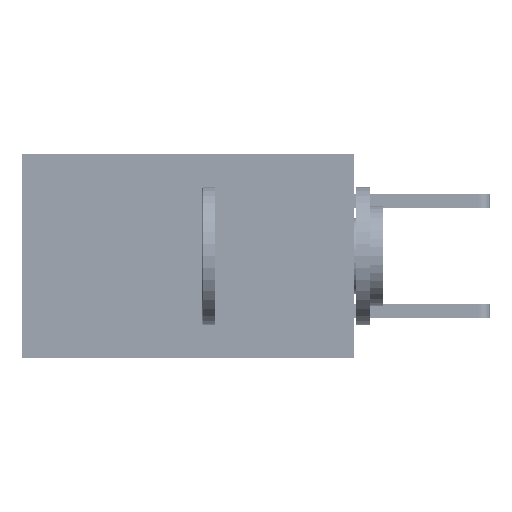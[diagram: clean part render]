
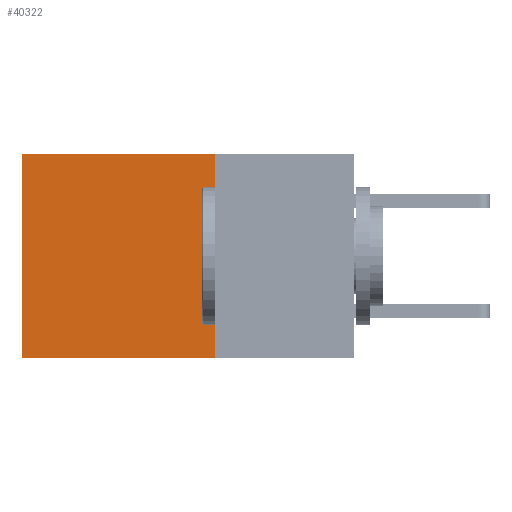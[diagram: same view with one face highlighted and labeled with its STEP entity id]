
A CAD part, left-side view. The second image highlights one B-rep face of the part: STEP entity #40322.
In plain terms, the highlighted planar face has unit normal (-1, 0, 0).
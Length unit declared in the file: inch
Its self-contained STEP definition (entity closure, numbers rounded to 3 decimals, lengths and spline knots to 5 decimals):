
#1148 = ORIENTED_EDGE ( 'NONE', *, *, #34714, .F. ) ;
#2109 = DIRECTION ( 'NONE',  ( 0., 1., 0. ) ) ;
#3714 = DIRECTION ( 'NONE',  ( 0., 0., -1. ) ) ;
#6844 = ORIENTED_EDGE ( 'NONE', *, *, #36842, .T. ) ;
#7145 = DIRECTION ( 'NONE',  ( 0., 0., -1. ) ) ;
#9053 = AXIS2_PLACEMENT_3D ( 'NONE', #40452, #17733, #17869 ) ;
#10659 = CARTESIAN_POINT ( 'NONE',  ( 0.2875, 0.25, 0. ) ) ;
#11507 = VERTEX_POINT ( 'NONE', #13366 ) ;
#11836 = ORIENTED_EDGE ( 'NONE', *, *, #20519, .F. ) ;
#12217 = LINE ( 'NONE', #37973, #40455 ) ;
#13366 = CARTESIAN_POINT ( 'NONE',  ( 0.2875, 0.25, -0.37 ) ) ;
#13641 = CARTESIAN_POINT ( 'NONE',  ( 0.2875, 0.6, 0. ) ) ;
#14574 = LINE ( 'NONE', #13641, #22853 ) ;
#14840 = DIRECTION ( 'NONE',  ( 0., 1., 0. ) ) ;
#17733 = DIRECTION ( 'NONE',  ( 1., 0., 0. ) ) ;
#17869 = DIRECTION ( 'NONE',  ( 0., 0., -1. ) ) ;
#19272 = VECTOR ( 'NONE', #2109, 39.37008 ) ;
#20329 = CARTESIAN_POINT ( 'NONE',  ( 0.2875, 0.6, -0.37 ) ) ;
#20519 = EDGE_CURVE ( 'NONE', #11507, #26517, #39826, .T. ) ;
#22853 = VECTOR ( 'NONE', #7145, 39.37008 ) ;
#23106 = LINE ( 'NONE', #10659, #35435 ) ;
#25103 = FACE_OUTER_BOUND ( 'NONE', #37596, .T. ) ;
#26517 = VERTEX_POINT ( 'NONE', #20329 ) ;
#26971 = VERTEX_POINT ( 'NONE', #42437 ) ;
#31429 = CARTESIAN_POINT ( 'NONE',  ( 0.2875, 0.25, 0. ) ) ;
#34714 = EDGE_CURVE ( 'NONE', #38215, #11507, #23106, .T. ) ;
#35435 = VECTOR ( 'NONE', #3714, 39.37008 ) ;
#36216 = EDGE_CURVE ( 'NONE', #38215, #26971, #12217, .T. ) ;
#36842 = EDGE_CURVE ( 'NONE', #26971, #26517, #14574, .T. ) ;
#37424 = PLANE ( 'NONE',  #9053 ) ;
#37596 = EDGE_LOOP ( 'NONE', ( #6844, #11836, #1148, #41939 ) ) ;
#37973 = CARTESIAN_POINT ( 'NONE',  ( 0.2875, 0.25, 0. ) ) ;
#38215 = VERTEX_POINT ( 'NONE', #31429 ) ;
#39826 = LINE ( 'NONE', #41563, #19272 ) ;
#40322 = ADVANCED_FACE ( 'NONE', ( #25103 ), #37424, .F. ) ;
#40452 = CARTESIAN_POINT ( 'NONE',  ( 0.2875, 0.25, 0. ) ) ;
#40455 = VECTOR ( 'NONE', #14840, 39.37008 ) ;
#41563 = CARTESIAN_POINT ( 'NONE',  ( 0.2875, 0.25, -0.37 ) ) ;
#41939 = ORIENTED_EDGE ( 'NONE', *, *, #36216, .T. ) ;
#42437 = CARTESIAN_POINT ( 'NONE',  ( 0.2875, 0.6, 0. ) ) ;
